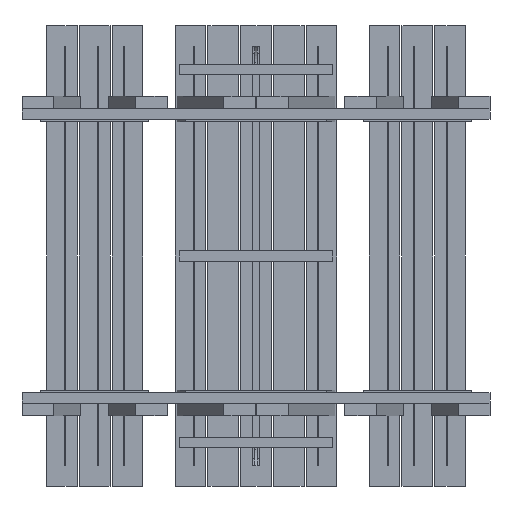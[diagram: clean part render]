
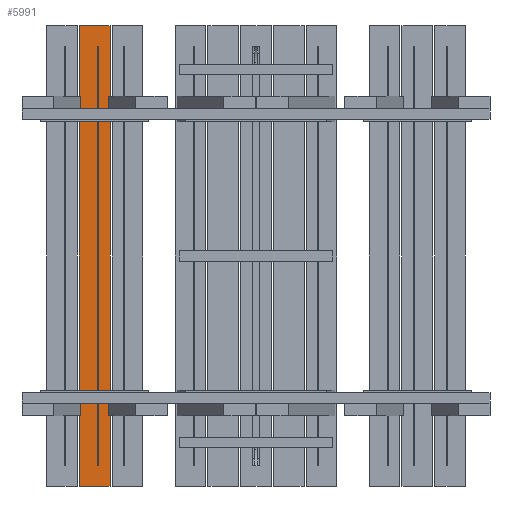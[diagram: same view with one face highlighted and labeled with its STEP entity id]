
A CAD part, front view. The second image highlights one B-rep face of the part: STEP entity #5991.
In plain terms, the highlighted planar face has unit normal (0, -1, 0).
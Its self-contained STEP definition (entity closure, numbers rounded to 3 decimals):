
#188=FACE_BOUND('',#886,.T.);
#529=FACE_OUTER_BOUND('',#885,.T.);
#885=EDGE_LOOP('',(#4774,#4775,#4776,#4777));
#886=EDGE_LOOP('',(#4778,#4779,#4780,#4781));
#1494=LINE('',#9510,#2140);
#1495=LINE('',#9512,#2141);
#1496=LINE('',#9514,#2142);
#1497=LINE('',#9515,#2143);
#1498=LINE('',#9518,#2144);
#1499=LINE('',#9520,#2145);
#1500=LINE('',#9522,#2146);
#1501=LINE('',#9523,#2147);
#2140=VECTOR('',#7896,10.);
#2141=VECTOR('',#7897,10.);
#2142=VECTOR('',#7898,10.);
#2143=VECTOR('',#7899,10.);
#2144=VECTOR('',#7900,10.);
#2145=VECTOR('',#7901,10.);
#2146=VECTOR('',#7902,10.);
#2147=VECTOR('',#7903,10.);
#2660=VERTEX_POINT('',#9508);
#2661=VERTEX_POINT('',#9509);
#2662=VERTEX_POINT('',#9511);
#2663=VERTEX_POINT('',#9513);
#2664=VERTEX_POINT('',#9516);
#2665=VERTEX_POINT('',#9517);
#2666=VERTEX_POINT('',#9519);
#2667=VERTEX_POINT('',#9521);
#3378=EDGE_CURVE('',#2660,#2661,#1494,.T.);
#3379=EDGE_CURVE('',#2661,#2662,#1495,.T.);
#3380=EDGE_CURVE('',#2663,#2662,#1496,.T.);
#3381=EDGE_CURVE('',#2660,#2663,#1497,.T.);
#3382=EDGE_CURVE('',#2664,#2665,#1498,.T.);
#3383=EDGE_CURVE('',#2665,#2666,#1499,.T.);
#3384=EDGE_CURVE('',#2666,#2667,#1500,.T.);
#3385=EDGE_CURVE('',#2667,#2664,#1501,.T.);
#4774=ORIENTED_EDGE('',*,*,#3378,.T.);
#4775=ORIENTED_EDGE('',*,*,#3379,.T.);
#4776=ORIENTED_EDGE('',*,*,#3380,.F.);
#4777=ORIENTED_EDGE('',*,*,#3381,.F.);
#4778=ORIENTED_EDGE('',*,*,#3382,.T.);
#4779=ORIENTED_EDGE('',*,*,#3383,.T.);
#4780=ORIENTED_EDGE('',*,*,#3384,.T.);
#4781=ORIENTED_EDGE('',*,*,#3385,.T.);
#5262=PLANE('',#6493);
#5991=ADVANCED_FACE('',(#529,#188),#5262,.T.);
#6493=AXIS2_PLACEMENT_3D('',#9507,#7894,#7895);
#7894=DIRECTION('center_axis',(0.,-1.,0.));
#7895=DIRECTION('ref_axis',(1.,0.,0.));
#7896=DIRECTION('',(1.,0.,0.));
#7897=DIRECTION('',(0.,0.,1.));
#7898=DIRECTION('',(1.,0.,0.));
#7899=DIRECTION('',(0.,0.,1.));
#7900=DIRECTION('',(0.,0.,-1.));
#7901=DIRECTION('',(-1.,0.,0.));
#7902=DIRECTION('',(0.,0.,1.));
#7903=DIRECTION('',(1.,0.,0.));
#9507=CARTESIAN_POINT('Origin',(871.119,1886.462,-150.));
#9508=CARTESIAN_POINT('',(871.119,1886.462,-150.));
#9509=CARTESIAN_POINT('',(991.119,1886.462,-150.));
#9510=CARTESIAN_POINT('',(871.119,1886.462,-150.));
#9511=CARTESIAN_POINT('',(991.119,1886.462,1650.));
#9512=CARTESIAN_POINT('',(991.119,1886.462,-150.));
#9513=CARTESIAN_POINT('',(871.119,1886.462,1650.));
#9514=CARTESIAN_POINT('',(871.119,1886.462,1650.));
#9515=CARTESIAN_POINT('',(871.119,1886.462,-150.));
#9516=CARTESIAN_POINT('',(946.119,1886.462,1570.));
#9517=CARTESIAN_POINT('',(946.119,1886.462,-70.));
#9518=CARTESIAN_POINT('',(946.119,1886.462,710.));
#9519=CARTESIAN_POINT('',(941.119,1886.462,-70.));
#9520=CARTESIAN_POINT('',(908.619,1886.462,-70.));
#9521=CARTESIAN_POINT('',(941.119,1886.462,1570.));
#9522=CARTESIAN_POINT('',(941.119,1886.462,-110.));
#9523=CARTESIAN_POINT('',(906.119,1886.462,1570.));
